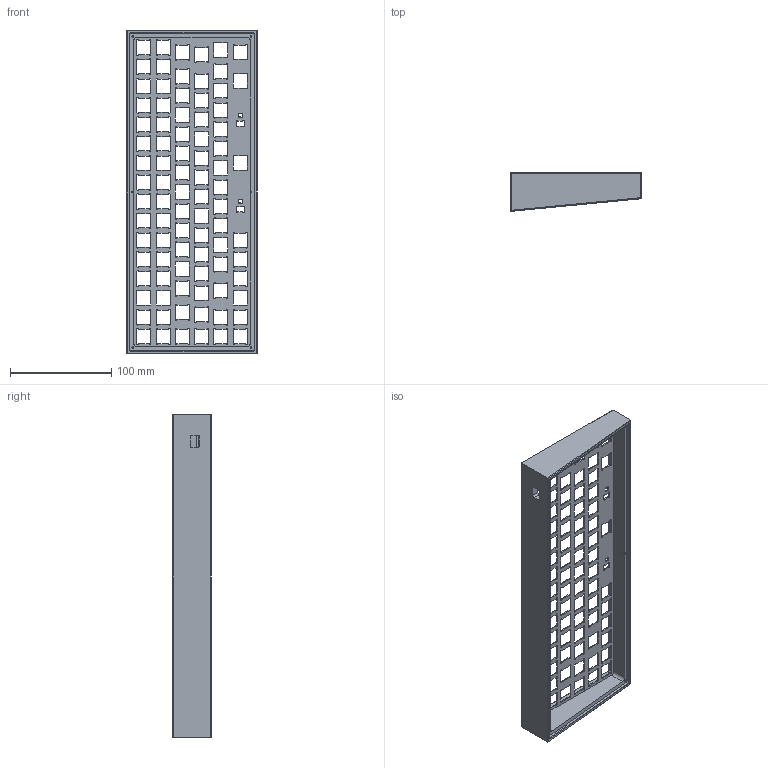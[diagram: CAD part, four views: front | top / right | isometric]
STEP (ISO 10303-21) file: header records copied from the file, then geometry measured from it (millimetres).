
FILE_DESCRIPTION(/* description */ (''),/* implementation_level */ '2;1');
FILE_NAME(/* name */ 'SKCC75 V3 v3.step',/* time_stamp */ '2020-05-31T16:59:09-04:00',/* author */ (''),/* organization */ (''),/* preprocessor_version */ 'ST-DEVELOPER v18.1',/* originating_system */ 'Autodesk Translation Framework v9.3.0.1241',/* authorisation */ '');
FILE_SCHEMA (('AUTOMOTIVE_DESIGN { 1 0 10303 214 3 1 1 }'));
Length unit declared in the file: inch
Products named in the file (2): SKCC75 V3; Component3
Assembly tree (1 placements, depth 2):
  SKCC75 V3
    Component3
Bounding box: 129.25 x 37.64 x 319.75 mm (x, y, z)
Volume: 197932.8 mm3; surface area: 106127.5 mm2
Topology: 1 solids, 1 shells, 833 faces, 2482 edges, 1653 vertices
Faces by surface type: cylinder 414, plane 405, cone 14
Full cylindrical faces by diameter (mm): 1.623 x5
Entity records: 28609 total; most frequent: DIRECTION 5002, CARTESIAN_POINT 4970, ORIENTED_EDGE 4952, EDGE_CURVE 2476, AXIS2_PLACEMENT_3D 1691, VERTEX_POINT 1653, LINE 1620, VECTOR 1620
